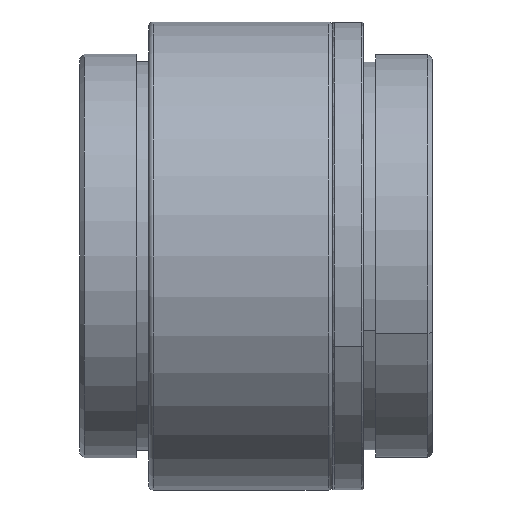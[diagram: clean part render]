
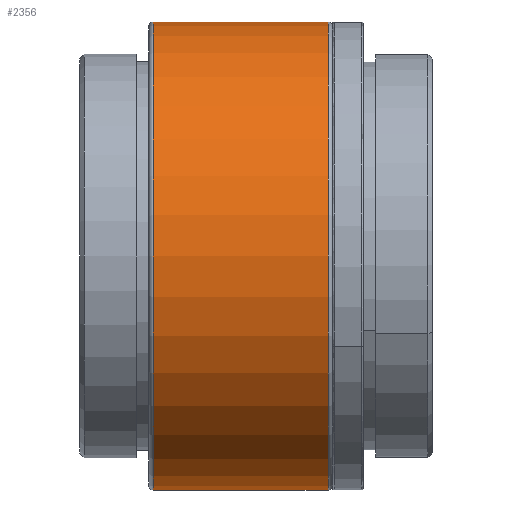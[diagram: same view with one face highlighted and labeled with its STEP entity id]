
A CAD part, front view. The second image highlights one B-rep face of the part: STEP entity #2356.
In plain terms, the highlighted cylindrical face has radius 15.25 mm (diameter 30.5 mm), a partial arc.
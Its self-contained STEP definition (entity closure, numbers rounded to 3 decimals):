
#78 = VERTEX_POINT ( 'NONE', #3741 ) ;
#273 = EDGE_CURVE ( 'NONE', #7517, #7864, #17290, .T. ) ;
#482 = EDGE_CURVE ( 'NONE', #78, #7864, #2419, .T. ) ;
#678 = CARTESIAN_POINT ( 'NONE',  ( 2.754, 1.309, 15.25 ) ) ;
#816 = DIRECTION ( 'NONE',  ( 1., 0., 0. ) ) ;
#1535 = EDGE_CURVE ( 'NONE', #18628, #78, #12780, .T. ) ;
#2219 = ORIENTED_EDGE ( 'NONE', *, *, #273, .F. ) ;
#2356 = ADVANCED_FACE ( 'NONE', ( #2582 ), #17737, .T. ) ;
#2419 = CIRCLE ( 'NONE', #7289, 15.25 ) ;
#2481 = EDGE_CURVE ( 'NONE', #7517, #18628, #10728, .T. ) ;
#2582 = FACE_OUTER_BOUND ( 'NONE', #11786, .T. ) ;
#2629 = CARTESIAN_POINT ( 'NONE',  ( -8.646, 1.309, -15.25 ) ) ;
#2778 = CARTESIAN_POINT ( 'NONE',  ( 3.054, 1.309, 15.25 ) ) ;
#3502 = DIRECTION ( 'NONE',  ( -1., 0., 0. ) ) ;
#3741 = CARTESIAN_POINT ( 'NONE',  ( 2.754, 1.309, -15.25 ) ) ;
#4742 = DIRECTION ( 'NONE',  ( 0., 0., -1. ) ) ;
#4946 = AXIS2_PLACEMENT_3D ( 'NONE', #18525, #7505, #15849 ) ;
#5830 = AXIS2_PLACEMENT_3D ( 'NONE', #13889, #816, #6630 ) ;
#5954 = VECTOR ( 'NONE', #14415, 1000. ) ;
#6630 = DIRECTION ( 'NONE',  ( 0., 0., 1. ) ) ;
#6956 = DIRECTION ( 'NONE',  ( 1., 0., 0. ) ) ;
#6973 = ORIENTED_EDGE ( 'NONE', *, *, #2481, .T. ) ;
#7289 = AXIS2_PLACEMENT_3D ( 'NONE', #18018, #3502, #4742 ) ;
#7505 = DIRECTION ( 'NONE',  ( 1., 0., 0. ) ) ;
#7517 = VERTEX_POINT ( 'NONE', #13721 ) ;
#7864 = VERTEX_POINT ( 'NONE', #678 ) ;
#10728 = CIRCLE ( 'NONE', #5830, 15.25 ) ;
#10797 = ORIENTED_EDGE ( 'NONE', *, *, #482, .T. ) ;
#11786 = EDGE_LOOP ( 'NONE', ( #2219, #6973, #14971, #10797 ) ) ;
#12780 = LINE ( 'NONE', #12877, #18336 ) ;
#12877 = CARTESIAN_POINT ( 'NONE',  ( 3.054, 1.309, -15.25 ) ) ;
#13721 = CARTESIAN_POINT ( 'NONE',  ( -8.646, 1.309, 15.25 ) ) ;
#13889 = CARTESIAN_POINT ( 'NONE',  ( -8.646, 1.309, 0. ) ) ;
#14415 = DIRECTION ( 'NONE',  ( 1., 0., 0. ) ) ;
#14971 = ORIENTED_EDGE ( 'NONE', *, *, #1535, .T. ) ;
#15849 = DIRECTION ( 'NONE',  ( 0., 0., -1. ) ) ;
#17290 = LINE ( 'NONE', #2778, #5954 ) ;
#17737 = CYLINDRICAL_SURFACE ( 'NONE', #4946, 15.25 ) ;
#18018 = CARTESIAN_POINT ( 'NONE',  ( 2.754, 1.309, 0. ) ) ;
#18336 = VECTOR ( 'NONE', #6956, 1000. ) ;
#18525 = CARTESIAN_POINT ( 'NONE',  ( 3.054, 1.309, 0. ) ) ;
#18628 = VERTEX_POINT ( 'NONE', #2629 ) ;
